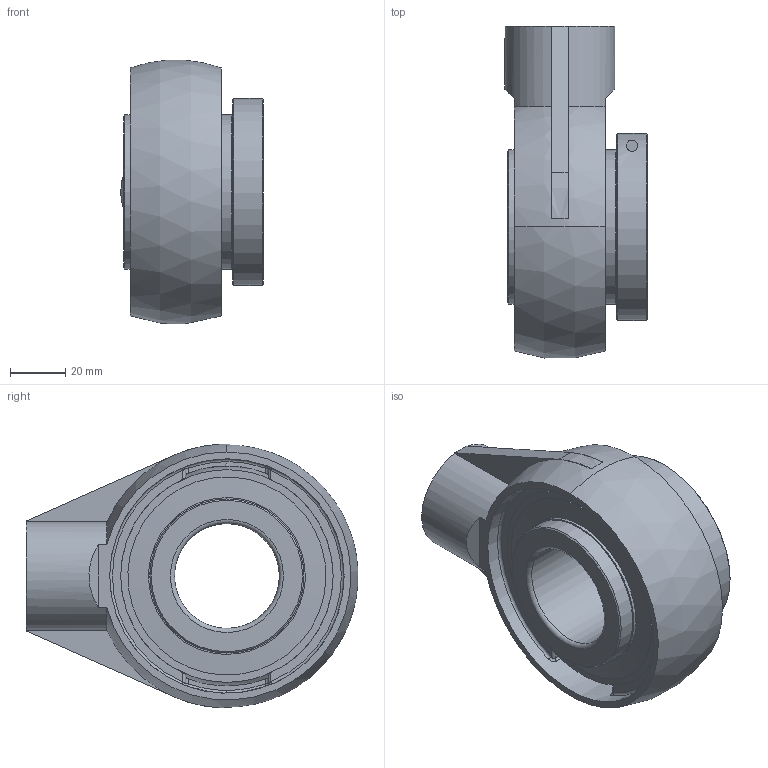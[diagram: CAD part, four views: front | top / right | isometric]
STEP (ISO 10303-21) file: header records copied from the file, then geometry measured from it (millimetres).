
FILE_DESCRIPTION(('HOOPS Exchange Step'),'2;1');
FILE_NAME('export-FC949F16-0680-4D29-A0AD-03AD1F56971B.stp','2020-05-27T09:53:47-07:00',('dkerr'),('Alibre'),'HOOPS Exchange 2020.0','Alibre','Unknown authorisation');
FILE_SCHEMA( ('AP242_MANAGED_MODEL_BASED_3D_ENGINEERING_MIM_LF {1 0 10303 442 1 1 4 }') );
Length unit declared in the file: inch
Products named in the file (8): MRN SHAM L4L 208; MRN SUE 208-24 L4L (1.5) (Race); MRN SUE 208 L4L (Ball); MRN SUE 208 L4L (Lock Ring); MRN SUE 208 L4L (Shield); MRN SUE 208 L4L (Bolt); MRN SUE 208-24 L4L (1.5); MRN SUESHAM 208-24 L4L (1.500inch)
Assembly tree (8 placements, depth 3):
  MRN SUESHAM 208-24 L4L (1.500inch)
    MRN SHAM L4L 208
    MRN SUE 208-24 L4L (1.5)
      MRN SUE 208-24 L4L (1.5) (Race)
      MRN SUE 208 L4L (Ball)
      MRN SUE 208 L4L (Lock Ring)
      MRN SUE 208 L4L (Shield)  x2
      MRN SUE 208 L4L (Bolt)
Bounding box: 51.67 x 120.62 x 95.81 mm (x, y, z)
Volume: 191343.6 mm3; surface area: 77827.1 mm2
Topology: 16 solids, 16 shells, 203 faces, 565 edges, 375 vertices
Faces by surface type: plane 72, cylinder 53, cone 32, torus 24, sphere 18, bspline 4
Full cylindrical faces by diameter (mm): 4.134 x1, 4.137 x1, 5.8 x1, 8.5 x1, 19.05 x1, 38.1 x1, 56 x4, 57.016 x2, 68 x2, 72 x2, 83.195 x1, 85.195 x1, 88.22 x1
Entity records: 10477 total; most frequent: CARTESIAN_POINT 5235, DIRECTION 1110, ORIENTED_EDGE 1040, EDGE_CURVE 520, AXIS2_PLACEMENT_3D 459, VERTEX_POINT 361, CIRCLE 241, EDGE_LOOP 215
